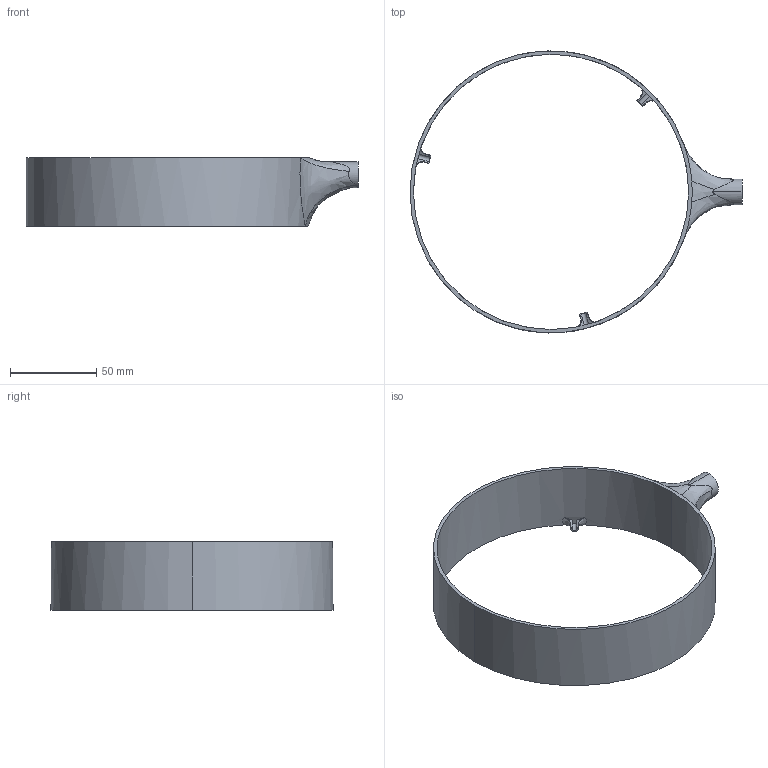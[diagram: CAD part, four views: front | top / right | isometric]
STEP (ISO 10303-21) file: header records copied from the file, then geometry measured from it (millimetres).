
FILE_DESCRIPTION (( 'STEP AP203' ), '1' );
FILE_NAME ('Pièce2.STEP', '2024-02-09T08:41:22', ( '' ), ( '' ), 'SwSTEP 2.0', 'SolidWorks 2023', '' );
FILE_SCHEMA (( 'CONFIG_CONTROL_DESIGN' ));
Length unit declared in the file: millimetre
Products named in the file (1): Pièce2
Bounding box: 193 x 163.98 x 40 mm (x, y, z)
Volume: 52267.1 mm3; surface area: 45142.3 mm2
Topology: 1 solids, 1 shells, 51 faces, 146 edges, 98 vertices
Faces by surface type: cylinder 27, bspline 12, plane 12
Entity records: 3658 total; most frequent: CARTESIAN_POINT 2389, ORIENTED_EDGE 292, DIRECTION 196, EDGE_CURVE 146, VERTEX_POINT 98, AXIS2_PLACEMENT_3D 77, B_SPLINE_CURVE_WITH_KNOTS 60, EDGE_LOOP 54
